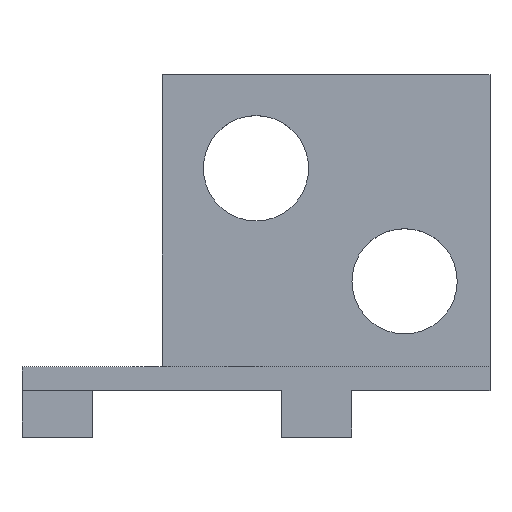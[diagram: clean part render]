
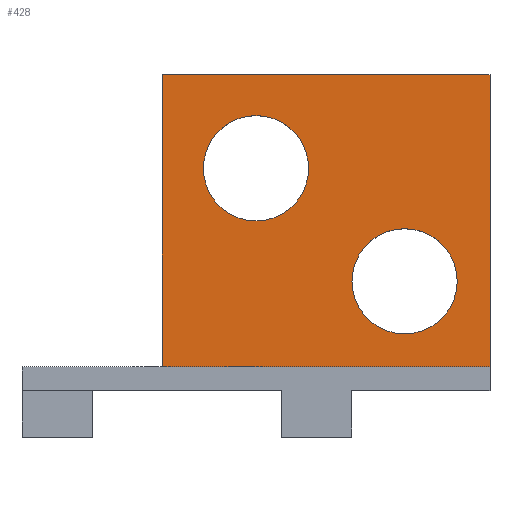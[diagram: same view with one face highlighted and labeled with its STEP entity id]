
A CAD part, top view. The second image highlights one B-rep face of the part: STEP entity #428.
In plain terms, the highlighted planar face has unit normal (0, 0, 1).
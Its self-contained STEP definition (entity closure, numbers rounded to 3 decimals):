
#23=FACE_BOUND('',#80,.T.);
#24=FACE_BOUND('',#81,.T.);
#31=CIRCLE('',#463,2.25);
#33=CIRCLE('',#466,2.25);
#54=FACE_OUTER_BOUND('',#79,.T.);
#79=EDGE_LOOP('',(#378,#379,#380,#381));
#80=EDGE_LOOP('',(#382));
#81=EDGE_LOOP('',(#383));
#121=LINE('',#666,#170);
#128=LINE('',#689,#177);
#131=LINE('',#693,#180);
#133=LINE('',#696,#182);
#170=VECTOR('',#547,10.);
#177=VECTOR('',#568,10.);
#180=VECTOR('',#573,10.);
#182=VECTOR('',#577,10.);
#210=VERTEX_POINT('',#663);
#211=VERTEX_POINT('',#665);
#213=VERTEX_POINT('',#671);
#215=VERTEX_POINT('',#677);
#219=VERTEX_POINT('',#686);
#220=VERTEX_POINT('',#688);
#261=EDGE_CURVE('',#211,#210,#121,.T.);
#264=EDGE_CURVE('',#213,#213,#31,.T.);
#267=EDGE_CURVE('',#215,#215,#33,.T.);
#272=EDGE_CURVE('',#220,#219,#128,.T.);
#275=EDGE_CURVE('',#210,#220,#131,.T.);
#277=EDGE_CURVE('',#219,#211,#133,.T.);
#378=ORIENTED_EDGE('',*,*,#277,.T.);
#379=ORIENTED_EDGE('',*,*,#261,.T.);
#380=ORIENTED_EDGE('',*,*,#275,.T.);
#381=ORIENTED_EDGE('',*,*,#272,.T.);
#382=ORIENTED_EDGE('',*,*,#267,.T.);
#383=ORIENTED_EDGE('',*,*,#264,.T.);
#407=PLANE('',#471);
#428=ADVANCED_FACE('',(#54,#23,#24),#407,.T.);
#463=AXIS2_PLACEMENT_3D('',#672,#552,#553);
#466=AXIS2_PLACEMENT_3D('',#678,#559,#560);
#471=AXIS2_PLACEMENT_3D('',#697,#578,#579);
#547=DIRECTION('',(1.,0.,0.));
#552=DIRECTION('center_axis',(0.,0.,-1.));
#553=DIRECTION('ref_axis',(1.,0.,0.));
#559=DIRECTION('center_axis',(0.,0.,-1.));
#560=DIRECTION('ref_axis',(1.,0.,0.));
#568=DIRECTION('',(-1.,0.,0.));
#573=DIRECTION('',(0.,1.,0.));
#577=DIRECTION('',(0.,-1.,0.));
#578=DIRECTION('center_axis',(0.,0.,1.));
#579=DIRECTION('ref_axis',(1.,0.,0.));
#663=CARTESIAN_POINT('',(14.,25.,1.7));
#665=CARTESIAN_POINT('',(0.,25.,1.7));
#666=CARTESIAN_POINT('',(0.,25.,1.7));
#671=CARTESIAN_POINT('',(8.1,28.67,1.7));
#672=CARTESIAN_POINT('Origin',(10.35,28.67,1.7));
#677=CARTESIAN_POINT('',(1.75,33.5,1.7));
#678=CARTESIAN_POINT('Origin',(4.,33.5,1.7));
#686=CARTESIAN_POINT('',(0.,37.5,1.7));
#688=CARTESIAN_POINT('',(14.,37.5,1.7));
#689=CARTESIAN_POINT('',(14.,37.5,1.7));
#693=CARTESIAN_POINT('',(14.,25.,1.7));
#696=CARTESIAN_POINT('',(0.,37.5,1.7));
#697=CARTESIAN_POINT('Origin',(7.,31.25,1.7));
